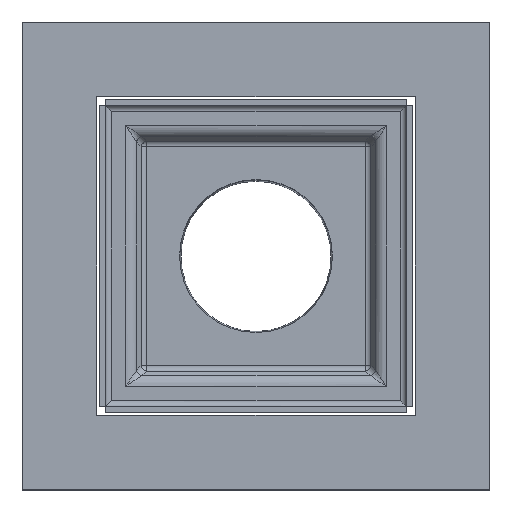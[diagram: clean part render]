
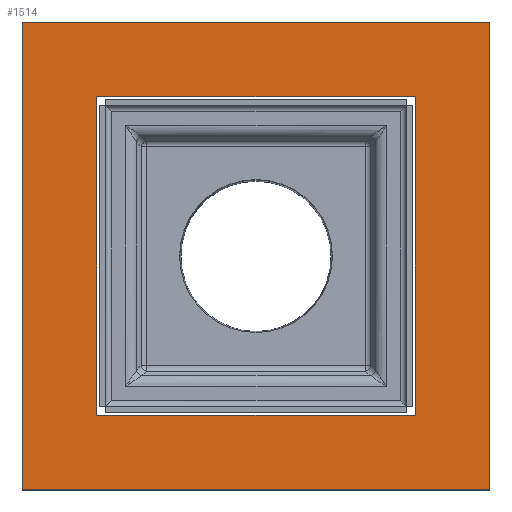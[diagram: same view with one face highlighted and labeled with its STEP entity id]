
A CAD part, top view. The second image highlights one B-rep face of the part: STEP entity #1514.
In plain terms, the highlighted planar face has unit normal (0, 0, 1).
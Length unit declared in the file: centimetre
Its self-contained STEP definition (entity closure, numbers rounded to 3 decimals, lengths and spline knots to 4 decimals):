
#36=FACE_BOUND('',#318,.T.);
#211=FACE_OUTER_BOUND('',#317,.T.);
#317=EDGE_LOOP('',(#1361,#1362,#1363,#1364));
#318=EDGE_LOOP('',(#1365,#1366,#1367,#1368));
#426=LINE('',#3033,#555);
#432=LINE('',#3045,#561);
#433=LINE('',#3047,#562);
#436=LINE('',#3051,#565);
#438=LINE('',#3057,#567);
#444=LINE('',#3069,#573);
#447=LINE('',#3074,#576);
#448=LINE('',#3076,#577);
#555=VECTOR('',#2122,1.);
#561=VECTOR('',#2130,1.);
#562=VECTOR('',#2133,1.);
#565=VECTOR('',#2138,1.);
#567=VECTOR('',#2142,1.);
#573=VECTOR('',#2150,1.);
#576=VECTOR('',#2157,1.);
#577=VECTOR('',#2160,1.);
#731=VERTEX_POINT('',#3030);
#732=VERTEX_POINT('',#3032);
#734=VERTEX_POINT('',#3038);
#737=VERTEX_POINT('',#3043);
#739=VERTEX_POINT('',#3054);
#740=VERTEX_POINT('',#3056);
#742=VERTEX_POINT('',#3062);
#745=VERTEX_POINT('',#3067);
#932=EDGE_CURVE('',#732,#731,#426,.T.);
#938=EDGE_CURVE('',#734,#737,#432,.T.);
#939=EDGE_CURVE('',#737,#732,#433,.T.);
#942=EDGE_CURVE('',#731,#734,#436,.T.);
#944=EDGE_CURVE('',#739,#740,#438,.T.);
#950=EDGE_CURVE('',#745,#742,#444,.T.);
#953=EDGE_CURVE('',#740,#745,#447,.T.);
#954=EDGE_CURVE('',#739,#742,#448,.T.);
#1361=ORIENTED_EDGE('',*,*,#954,.T.);
#1362=ORIENTED_EDGE('',*,*,#950,.F.);
#1363=ORIENTED_EDGE('',*,*,#953,.F.);
#1364=ORIENTED_EDGE('',*,*,#944,.F.);
#1365=ORIENTED_EDGE('',*,*,#938,.T.);
#1366=ORIENTED_EDGE('',*,*,#939,.T.);
#1367=ORIENTED_EDGE('',*,*,#932,.T.);
#1368=ORIENTED_EDGE('',*,*,#942,.T.);
#1415=PLANE('',#1688);
#1514=ADVANCED_FACE('',(#211,#36),#1415,.F.);
#1688=AXIS2_PLACEMENT_3D('',#3075,#2158,#2159);
#2122=DIRECTION('',(-1.,0.,0.));
#2130=DIRECTION('',(1.,0.,0.));
#2133=DIRECTION('',(0.,-1.,0.));
#2138=DIRECTION('',(0.,1.,0.));
#2142=DIRECTION('',(1.,0.,0.));
#2150=DIRECTION('',(-1.,0.,0.));
#2157=DIRECTION('',(0.,-1.,0.));
#2158=DIRECTION('center_axis',(0.,0.,-1.));
#2159=DIRECTION('ref_axis',(0.,-1.,0.));
#2160=DIRECTION('',(0.,-1.,0.));
#3030=CARTESIAN_POINT('',(905.0115,496.181,-34.));
#3032=CARTESIAN_POINT('',(1109.0115,496.181,-34.));
#3033=CARTESIAN_POINT('',(1007.0115,496.181,-34.));
#3038=CARTESIAN_POINT('',(905.0115,700.181,-34.));
#3043=CARTESIAN_POINT('',(1109.0115,700.181,-34.));
#3045=CARTESIAN_POINT('',(1007.0115,700.181,-34.));
#3047=CARTESIAN_POINT('',(1109.0115,598.181,-34.));
#3051=CARTESIAN_POINT('',(905.0115,598.181,-34.));
#3054=CARTESIAN_POINT('',(857.0115,748.181,-34.));
#3056=CARTESIAN_POINT('',(1157.0115,748.181,-34.));
#3057=CARTESIAN_POINT('',(1007.0115,748.181,-34.));
#3062=CARTESIAN_POINT('',(857.0115,448.181,-34.));
#3067=CARTESIAN_POINT('',(1157.0115,448.181,-34.));
#3069=CARTESIAN_POINT('',(1007.0115,448.181,-34.));
#3074=CARTESIAN_POINT('',(1157.0115,598.181,-34.));
#3075=CARTESIAN_POINT('Origin',(1007.0115,598.181,-34.));
#3076=CARTESIAN_POINT('',(857.0115,598.181,-34.));
